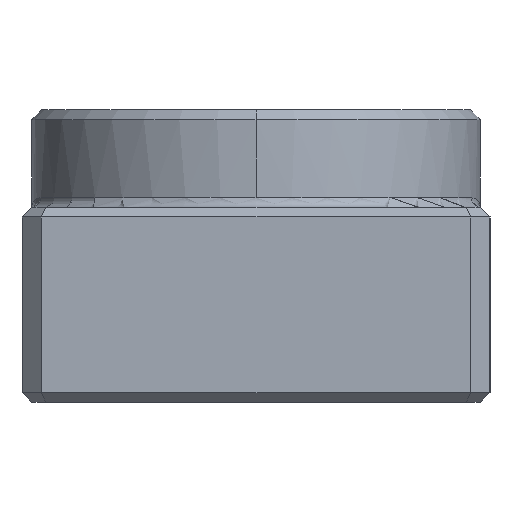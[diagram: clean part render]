
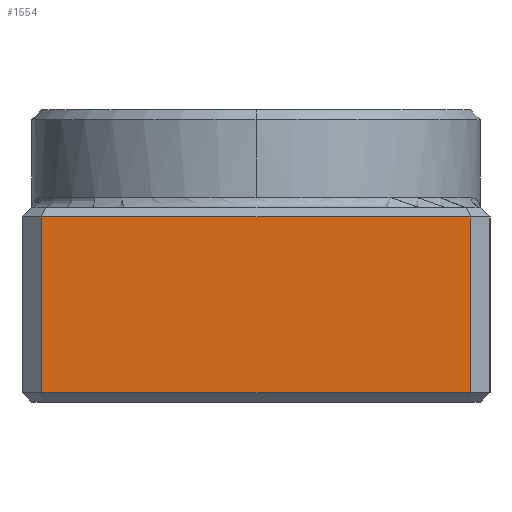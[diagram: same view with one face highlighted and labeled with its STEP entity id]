
A CAD part, left-side view. The second image highlights one B-rep face of the part: STEP entity #1554.
In plain terms, the highlighted planar face has unit normal (-1, 0, 0).
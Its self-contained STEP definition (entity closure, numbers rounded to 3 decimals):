
#30 = VERTEX_POINT ( 'NONE', #1734 ) ;
#130 = CARTESIAN_POINT ( 'NONE',  ( -42., -22., 19. ) ) ;
#172 = ORIENTED_EDGE ( 'NONE', *, *, #1300, .T. ) ;
#292 = CARTESIAN_POINT ( 'NONE',  ( -42., -22., 1. ) ) ;
#359 = EDGE_LOOP ( 'NONE', ( #172, #2585, #1435, #2348 ) ) ;
#410 = EDGE_CURVE ( 'NONE', #1574, #489, #2421, .T. ) ;
#489 = VERTEX_POINT ( 'NONE', #292 ) ;
#569 = CARTESIAN_POINT ( 'NONE',  ( -42., -22., 20. ) ) ;
#719 = CARTESIAN_POINT ( 'NONE',  ( -42., 22., 19. ) ) ;
#863 = PLANE ( 'NONE',  #1224 ) ;
#881 = CARTESIAN_POINT ( 'NONE',  ( -42., 22., 20. ) ) ;
#906 = DIRECTION ( 'NONE',  ( 1., 0., 0. ) ) ;
#965 = LINE ( 'NONE', #881, #1426 ) ;
#1027 = VECTOR ( 'NONE', #1614, 1000. ) ;
#1055 = CARTESIAN_POINT ( 'NONE',  ( -42., 22., 20. ) ) ;
#1067 = CARTESIAN_POINT ( 'NONE',  ( -42., 22., 1. ) ) ;
#1081 = DIRECTION ( 'NONE',  ( 0., -1., 0. ) ) ;
#1163 = FACE_OUTER_BOUND ( 'NONE', #359, .T. ) ;
#1164 = DIRECTION ( 'NONE',  ( 0., 0., -1. ) ) ;
#1224 = AXIS2_PLACEMENT_3D ( 'NONE', #1055, #906, #1881 ) ;
#1251 = VECTOR ( 'NONE', #1081, 1000. ) ;
#1283 = DIRECTION ( 'NONE',  ( 0., 0., -1. ) ) ;
#1300 = EDGE_CURVE ( 'NONE', #2222, #30, #965, .T. ) ;
#1426 = VECTOR ( 'NONE', #1283, 1000. ) ;
#1435 = ORIENTED_EDGE ( 'NONE', *, *, #410, .F. ) ;
#1554 = ADVANCED_FACE ( 'NONE', ( #1163 ), #863, .F. ) ;
#1574 = VERTEX_POINT ( 'NONE', #130 ) ;
#1614 = DIRECTION ( 'NONE',  ( 0., 1., 0. ) ) ;
#1649 = EDGE_CURVE ( 'NONE', #1574, #2222, #1749, .T. ) ;
#1734 = CARTESIAN_POINT ( 'NONE',  ( -42., 22., 1. ) ) ;
#1749 = LINE ( 'NONE', #2395, #1027 ) ;
#1881 = DIRECTION ( 'NONE',  ( 0., 1., 0. ) ) ;
#1891 = LINE ( 'NONE', #1067, #1251 ) ;
#2113 = EDGE_CURVE ( 'NONE', #30, #489, #1891, .T. ) ;
#2123 = VECTOR ( 'NONE', #1164, 1000. ) ;
#2222 = VERTEX_POINT ( 'NONE', #719 ) ;
#2348 = ORIENTED_EDGE ( 'NONE', *, *, #1649, .T. ) ;
#2395 = CARTESIAN_POINT ( 'NONE',  ( -42., 22., 19. ) ) ;
#2421 = LINE ( 'NONE', #569, #2123 ) ;
#2585 = ORIENTED_EDGE ( 'NONE', *, *, #2113, .T. ) ;
